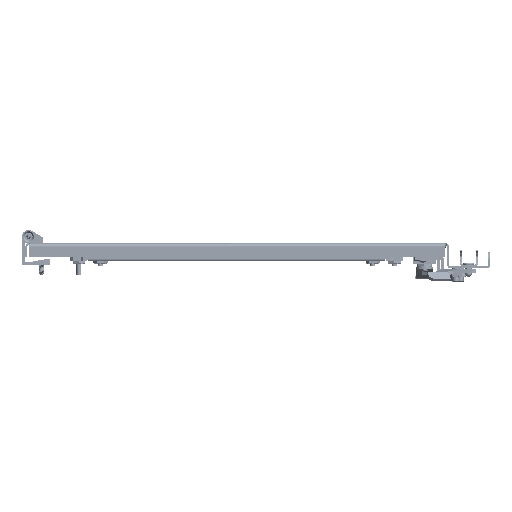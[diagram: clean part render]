
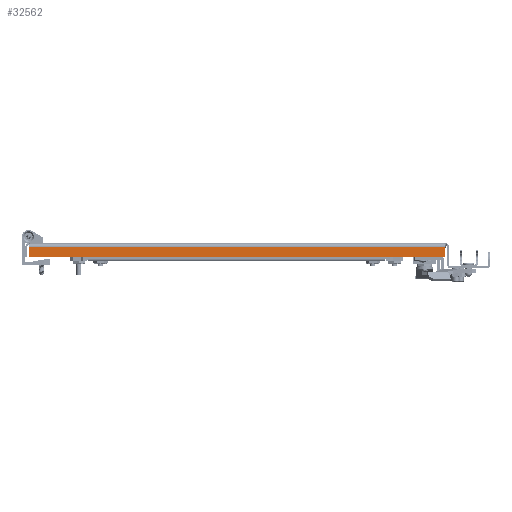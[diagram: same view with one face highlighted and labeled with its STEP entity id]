
A CAD part, front view. The second image highlights one B-rep face of the part: STEP entity #32562.
In plain terms, the highlighted planar face has unit normal (0, -1, 0).
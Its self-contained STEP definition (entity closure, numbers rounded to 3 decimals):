
#1523 = CARTESIAN_POINT ( 'NONE',  ( 242.25, -595., -4. ) ) ;
#6388 = DIRECTION ( 'NONE',  ( 0., 1., 0. ) ) ;
#6399 = VECTOR ( 'NONE', #84832, 1000. ) ;
#6948 = DIRECTION ( 'NONE',  ( 0., 0., 1. ) ) ;
#8776 = CARTESIAN_POINT ( 'NONE',  ( 242.25, -595., 0. ) ) ;
#9165 = CARTESIAN_POINT ( 'NONE',  ( -242.25, -595., -15.8 ) ) ;
#15222 = CARTESIAN_POINT ( 'NONE',  ( 0., -595., 0. ) ) ;
#25055 = EDGE_LOOP ( 'NONE', ( #27523, #100970, #26193, #30886 ) ) ;
#26193 = ORIENTED_EDGE ( 'NONE', *, *, #58640, .T. ) ;
#26859 = EDGE_CURVE ( 'NONE', #38819, #54904, #44177, .T. ) ;
#27523 = ORIENTED_EDGE ( 'NONE', *, *, #26859, .F. ) ;
#30886 = ORIENTED_EDGE ( 'NONE', *, *, #47975, .F. ) ;
#31141 = CARTESIAN_POINT ( 'NONE',  ( -242.25, -595., -4. ) ) ;
#32562 = ADVANCED_FACE ( 'NONE', ( #81922 ), #89629, .F. ) ;
#38819 = VERTEX_POINT ( 'NONE', #9165 ) ;
#44177 = LINE ( 'NONE', #95947, #84919 ) ;
#44987 = VECTOR ( 'NONE', #78853, 1000. ) ;
#47975 = EDGE_CURVE ( 'NONE', #54904, #53226, #81192, .T. ) ;
#48629 = CARTESIAN_POINT ( 'NONE',  ( 0., -595., -4. ) ) ;
#50188 = CARTESIAN_POINT ( 'NONE',  ( 242.25, -595., -15.8 ) ) ;
#51984 = VECTOR ( 'NONE', #57457, 1000. ) ;
#53226 = VERTEX_POINT ( 'NONE', #1523 ) ;
#54904 = VERTEX_POINT ( 'NONE', #31141 ) ;
#57014 = VERTEX_POINT ( 'NONE', #50188 ) ;
#57457 = DIRECTION ( 'NONE',  ( 1., 0., 0. ) ) ;
#58640 = EDGE_CURVE ( 'NONE', #57014, #53226, #86465, .T. ) ;
#62097 = EDGE_CURVE ( 'NONE', #38819, #57014, #71694, .T. ) ;
#71694 = LINE ( 'NONE', #105263, #44987 ) ;
#78853 = DIRECTION ( 'NONE',  ( 1., 0., 0. ) ) ;
#81192 = LINE ( 'NONE', #48629, #51984 ) ;
#81922 = FACE_OUTER_BOUND ( 'NONE', #25055, .T. ) ;
#84832 = DIRECTION ( 'NONE',  ( 0., 0., 1. ) ) ;
#84919 = VECTOR ( 'NONE', #88260, 1000. ) ;
#86465 = LINE ( 'NONE', #8776, #6399 ) ;
#88260 = DIRECTION ( 'NONE',  ( 0., 0., 1. ) ) ;
#88489 = AXIS2_PLACEMENT_3D ( 'NONE', #15222, #6388, #6948 ) ;
#89629 = PLANE ( 'NONE',  #88489 ) ;
#95947 = CARTESIAN_POINT ( 'NONE',  ( -242.25, -595., 0. ) ) ;
#100970 = ORIENTED_EDGE ( 'NONE', *, *, #62097, .T. ) ;
#105263 = CARTESIAN_POINT ( 'NONE',  ( 244.25, -595., -15.8 ) ) ;
